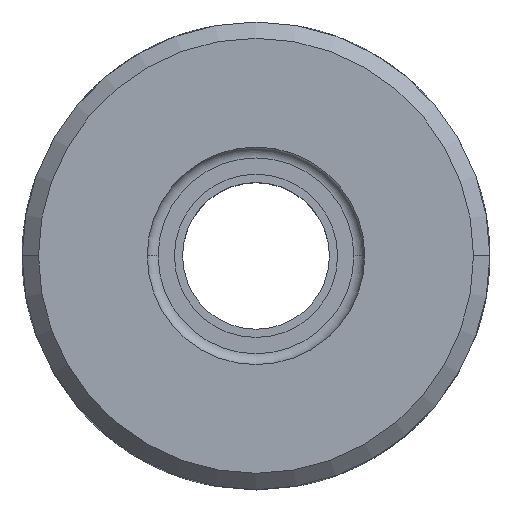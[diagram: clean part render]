
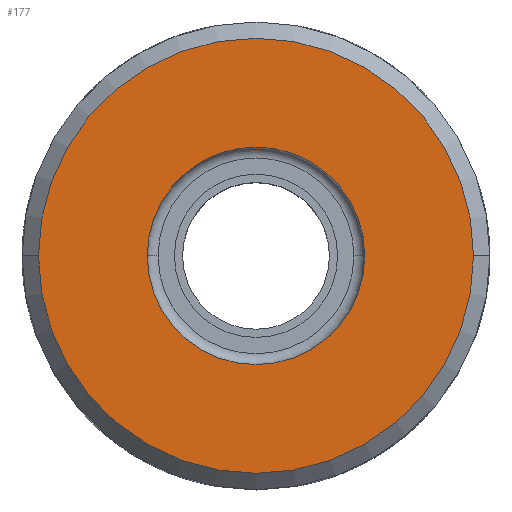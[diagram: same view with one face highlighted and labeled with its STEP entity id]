
A CAD part, top view. The second image highlights one B-rep face of the part: STEP entity #177.
In plain terms, the highlighted planar face has unit normal (0, 0, 1).
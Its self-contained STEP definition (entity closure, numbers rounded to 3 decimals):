
#177=ADVANCED_FACE('',(#222,#223),#211,.T.);
#211=PLANE('',#646);
#222=FACE_BOUND('',#240,.T.);
#223=FACE_BOUND('',#241,.T.);
#240=EDGE_LOOP('',(#300,#301));
#241=EDGE_LOOP('',(#302,#303));
#300=ORIENTED_EDGE('',*,*,#498,.F.);
#301=ORIENTED_EDGE('',*,*,#499,.F.);
#302=ORIENTED_EDGE('',*,*,#496,.T.);
#303=ORIENTED_EDGE('',*,*,#494,.F.);
#442=VERTEX_POINT('',#917);
#443=VERTEX_POINT('',#919);
#444=VERTEX_POINT('',#927);
#445=VERTEX_POINT('',#928);
#494=EDGE_CURVE('',#442,#443,#573,.T.);
#496=EDGE_CURVE('',#442,#443,#574,.T.);
#498=EDGE_CURVE('',#444,#445,#576,.T.);
#499=EDGE_CURVE('',#445,#444,#577,.T.);
#573=CIRCLE('',#638,2.);
#574=CIRCLE('',#640,2.);
#576=CIRCLE('',#644,4.);
#577=CIRCLE('',#645,4.);
#638=AXIS2_PLACEMENT_3D('',#918,#732,#733);
#640=AXIS2_PLACEMENT_3D('',#922,#737,#738);
#644=AXIS2_PLACEMENT_3D('',#926,#745,#746);
#645=AXIS2_PLACEMENT_3D('',#929,#747,#748);
#646=AXIS2_PLACEMENT_3D('',#930,#749,#750);
#732=DIRECTION('',(0.,0.,1.));
#733=DIRECTION('',(1.,0.,0.));
#737=DIRECTION('',(0.,0.,-1.));
#738=DIRECTION('',(1.,0.,0.));
#745=DIRECTION('',(0.,0.,-1.));
#746=DIRECTION('',(-1.,0.,0.));
#747=DIRECTION('',(0.,0.,-1.));
#748=DIRECTION('',(1.,0.,0.));
#749=DIRECTION('',(0.,0.,1.));
#750=DIRECTION('',(1.,0.,0.));
#917=CARTESIAN_POINT('',(2.,0.,4.3));
#918=CARTESIAN_POINT('',(0.,0.,4.3));
#919=CARTESIAN_POINT('',(-2.,0.,4.3));
#922=CARTESIAN_POINT('',(0.,0.,4.3));
#926=CARTESIAN_POINT('',(0.,0.,4.3));
#927=CARTESIAN_POINT('',(-4.,0.,4.3));
#928=CARTESIAN_POINT('',(4.,0.,4.3));
#929=CARTESIAN_POINT('',(0.,0.,4.3));
#930=CARTESIAN_POINT('',(0.,0.,4.3));
